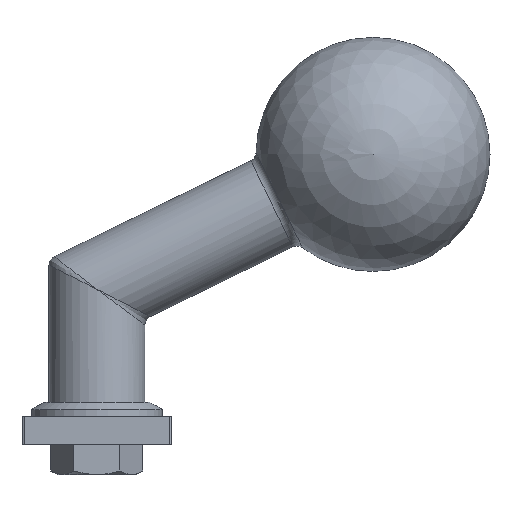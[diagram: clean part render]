
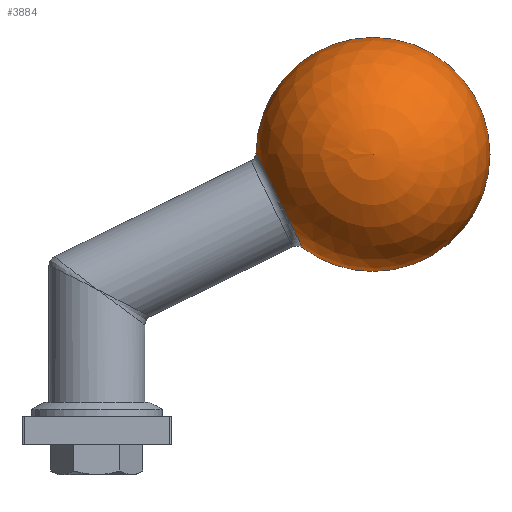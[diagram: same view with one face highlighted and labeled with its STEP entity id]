
A CAD part, front view. The second image highlights one B-rep face of the part: STEP entity #3884.
In plain terms, the highlighted spherical face has radius 25 mm.
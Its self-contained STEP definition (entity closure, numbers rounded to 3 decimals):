
#216 = CARTESIAN_POINT ( 'NONE',  ( 59., 0., 54.8 ) ) ;
#322 = EDGE_CURVE ( 'NONE', #13078, #9308, #17722, .T. ) ;
#1204 = ORIENTED_EDGE ( 'NONE', *, *, #15877, .F. ) ;
#1205 = CARTESIAN_POINT ( 'NONE',  ( 34.004, 0., 55.22 ) ) ;
#1675 = ORIENTED_EDGE ( 'NONE', *, *, #322, .T. ) ;
#1818 = AXIS2_PLACEMENT_3D ( 'NONE', #16781, #3631, #16904 ) ;
#2098 = ORIENTED_EDGE ( 'NONE', *, *, #2613, .T. ) ;
#2132 = VERTEX_POINT ( 'NONE', #1205 ) ;
#2613 = EDGE_CURVE ( 'NONE', #2132, #17421, #11621, .T. ) ;
#3631 = DIRECTION ( 'NONE',  ( 0.899, 0., 0.439 ) ) ;
#3884 = ADVANCED_FACE ( 'NONE', ( #7002 ), #16583, .T. ) ;
#4230 = DIRECTION ( 'NONE',  ( -1., 0., 0. ) ) ;
#5779 = CARTESIAN_POINT ( 'NONE',  ( 43.955, 0., 34.834 ) ) ;
#5843 = DIRECTION ( 'NONE',  ( 0., -1., 0. ) ) ;
#5914 = DIRECTION ( 'NONE',  ( 1., 0., 0. ) ) ;
#7002 = FACE_OUTER_BOUND ( 'NONE', #13245, .T. ) ;
#7365 = CIRCLE ( 'NONE', #15760, 25. ) ;
#8481 = DIRECTION ( 'NONE',  ( 0., -1., 0. ) ) ;
#8952 = CIRCLE ( 'NONE', #16391, 25. ) ;
#9308 = VERTEX_POINT ( 'NONE', #16709 ) ;
#9468 = AXIS2_PLACEMENT_3D ( 'NONE', #10173, #5843, #5914 ) ;
#10173 = CARTESIAN_POINT ( 'NONE',  ( 59., 0., 54.8 ) ) ;
#10198 = CARTESIAN_POINT ( 'NONE',  ( 59., 0., 29.8 ) ) ;
#10382 = DIRECTION ( 'NONE',  ( 0., 0., 1. ) ) ;
#10839 = AXIS2_PLACEMENT_3D ( 'NONE', #15779, #8481, #4230 ) ;
#11621 = CIRCLE ( 'NONE', #1818, 11.343 ) ;
#12229 = ORIENTED_EDGE ( 'NONE', *, *, #16763, .F. ) ;
#13078 = VERTEX_POINT ( 'NONE', #10198 ) ;
#13245 = EDGE_LOOP ( 'NONE', ( #1204, #1675, #12229, #2098 ) ) ;
#13897 = CARTESIAN_POINT ( 'NONE',  ( 59., 0., 54.8 ) ) ;
#14148 = DIRECTION ( 'NONE',  ( 0., 0., 1. ) ) ;
#15760 = AXIS2_PLACEMENT_3D ( 'NONE', #13897, #17091, #14148 ) ;
#15779 = CARTESIAN_POINT ( 'NONE',  ( 59., 0., 54.8 ) ) ;
#15877 = EDGE_CURVE ( 'NONE', #13078, #17421, #7365, .T. ) ;
#16391 = AXIS2_PLACEMENT_3D ( 'NONE', #216, #17627, #10382 ) ;
#16583 = SPHERICAL_SURFACE ( 'NONE', #10839, 25. ) ;
#16709 = CARTESIAN_POINT ( 'NONE',  ( 59., 0., 79.8 ) ) ;
#16763 = EDGE_CURVE ( 'NONE', #2132, #9308, #8952, .T. ) ;
#16781 = CARTESIAN_POINT ( 'NONE',  ( 38.979, 0., 45.027 ) ) ;
#16904 = DIRECTION ( 'NONE',  ( 0.439, 0., -0.899 ) ) ;
#17091 = DIRECTION ( 'NONE',  ( 0., 1., 0. ) ) ;
#17421 = VERTEX_POINT ( 'NONE', #5779 ) ;
#17627 = DIRECTION ( 'NONE',  ( 0., 1., 0. ) ) ;
#17722 = CIRCLE ( 'NONE', #9468, 25. ) ;
